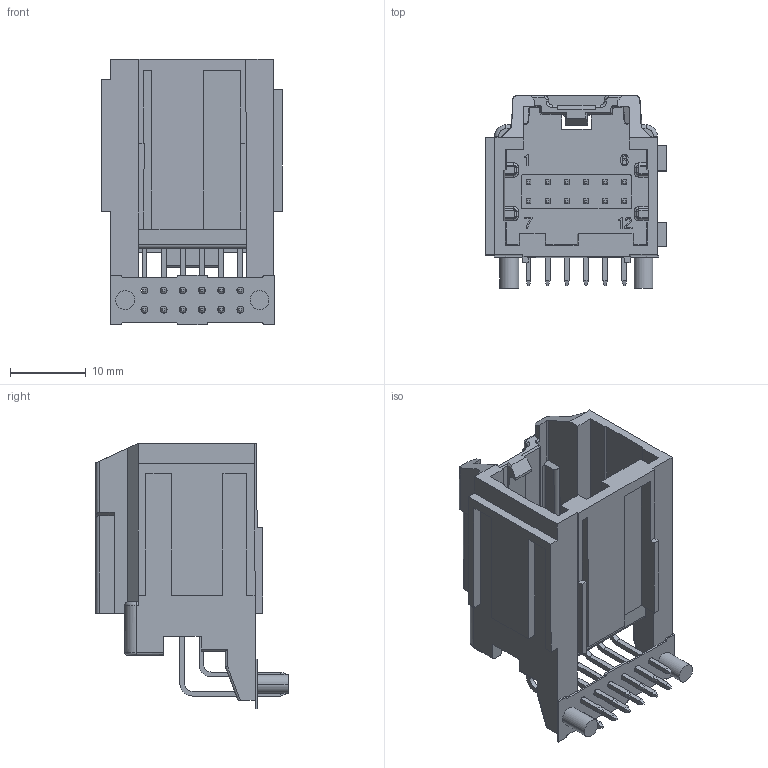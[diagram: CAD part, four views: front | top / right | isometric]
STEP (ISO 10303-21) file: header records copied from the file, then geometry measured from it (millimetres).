
FILE_DESCRIPTION((''),'2;1');
FILE_NAME('346910120','2013-12-24T',('me'),(''),'PRO/ENGINEER BY PARAMETRIC TECHNOLOGY CORPORATION, 2011490','PRO/ENGINEER BY PARAMETRIC TECHNOLOGY CORPORATION, 2011490','');
FILE_SCHEMA(('CONFIG_CONTROL_DESIGN'));
Length unit declared in the file: millimetre
Products named in the file (1): 346910120
Bounding box: 23.94 x 25.46 x 35.16 mm (x, y, z)
Volume: 4518.5 mm3; surface area: 6906.3 mm2
Topology: 1 solids, 1 shells, 1433 faces, 4005 edges, 2618 vertices
Faces by surface type: plane 1199, cylinder 183, bspline 33, torus 13, cone 3, sphere 2
Entity records: 46666 total; most frequent: CARTESIAN_POINT 10070, ORIENTED_EDGE 7946, DIRECTION 6886, EDGE_CURVE 3973, VECTOR 3508, LINE 3508, VERTEX_POINT 2590, AXIS2_PLACEMENT_3D 1689
